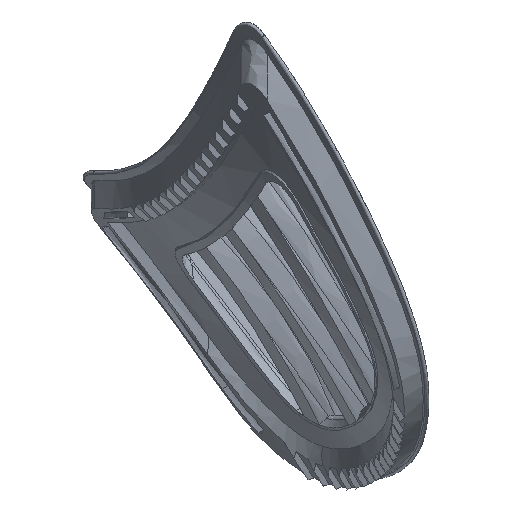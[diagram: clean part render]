
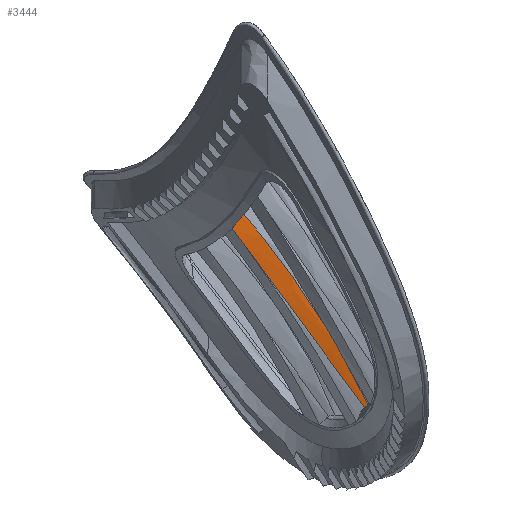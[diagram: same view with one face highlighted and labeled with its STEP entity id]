
A CAD part, top view. The second image highlights one B-rep face of the part: STEP entity #3444.
In plain terms, the highlighted free-form (B-spline) face has degree [3, 3] with [8, 4] control points.
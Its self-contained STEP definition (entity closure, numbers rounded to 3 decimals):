
#193=FACE_OUTER_BOUND('',#396,.T.);
#396=EDGE_LOOP('',(#2271,#2272,#2273,#2274,#2275,#2276,#2277));
#648=B_SPLINE_CURVE_WITH_KNOTS('',3,(#10042,#10043,#10044,#10045,#10046,
#10047,#10048,#10049,#10050,#10051,#10052,#10053,#10054,#10055,#10056,#10057,
#10058,#10059,#10060,#10061,#10062,#10063),.UNSPECIFIED.,.F.,.F.,(4,3,3,
3,3,3,3,4),(0.,0.125,0.25,0.375,0.5,
0.625,0.75,1.),.UNSPECIFIED.);
#685=B_SPLINE_CURVE_WITH_KNOTS('',3,(#13376,#13377,#13378,#13379,#13380,
#13381),.UNSPECIFIED.,.F.,.F.,(4,2,4),(0.,0.016,
0.031),.UNSPECIFIED.);
#686=B_SPLINE_CURVE_WITH_KNOTS('',3,(#13383,#13384,#13385,#13386,#13387,
#13388),.UNSPECIFIED.,.F.,.F.,(4,2,4),(0.,0.032,
0.064),.UNSPECIFIED.);
#687=B_SPLINE_CURVE_WITH_KNOTS('',3,(#13390,#13391,#13392,#13393,#13394,
#13395),.UNSPECIFIED.,.F.,.F.,(4,2,4),(0.,0.005,
0.009),.UNSPECIFIED.);
#688=B_SPLINE_CURVE_WITH_KNOTS('',3,(#13397,#13398,#13399,#13400,#13401,
#13402),.UNSPECIFIED.,.F.,.F.,(4,2,4),(-0.138,-0.069,
0.),.UNSPECIFIED.);
#689=B_SPLINE_CURVE_WITH_KNOTS('',3,(#13404,#13405,#13406,#13407,#13408,
#13409),.UNSPECIFIED.,.F.,.F.,(4,2,4),(0.,0.064,
0.128),.UNSPECIFIED.);
#690=B_SPLINE_CURVE_WITH_KNOTS('',3,(#13410,#13411,#13412,#13413,#13414,
#13415,#13416,#13417,#13418,#13419),.UNSPECIFIED.,.F.,.F.,(4,3,3,4),(-1.,
-0.667,-0.333,0.),.UNSPECIFIED.);
#1158=VERTEX_POINT('',#10040);
#1159=VERTEX_POINT('',#10041);
#1188=VERTEX_POINT('',#13375);
#1189=VERTEX_POINT('',#13382);
#1190=VERTEX_POINT('',#13389);
#1191=VERTEX_POINT('',#13396);
#1192=VERTEX_POINT('',#13403);
#1574=EDGE_CURVE('',#1158,#1159,#648,.T.);
#1620=EDGE_CURVE('',#1188,#1158,#685,.T.);
#1621=EDGE_CURVE('',#1159,#1189,#686,.T.);
#1622=EDGE_CURVE('',#1189,#1190,#687,.T.);
#1623=EDGE_CURVE('',#1190,#1191,#688,.T.);
#1624=EDGE_CURVE('',#1191,#1192,#689,.T.);
#1625=EDGE_CURVE('',#1192,#1188,#690,.T.);
#2271=ORIENTED_EDGE('',*,*,#1620,.T.);
#2272=ORIENTED_EDGE('',*,*,#1574,.T.);
#2273=ORIENTED_EDGE('',*,*,#1621,.T.);
#2274=ORIENTED_EDGE('',*,*,#1622,.T.);
#2275=ORIENTED_EDGE('',*,*,#1623,.T.);
#2276=ORIENTED_EDGE('',*,*,#1624,.T.);
#2277=ORIENTED_EDGE('',*,*,#1625,.T.);
#3268=B_SPLINE_SURFACE_WITH_KNOTS('',3,3,((#13343,#13344,#13345,#13346),
(#13347,#13348,#13349,#13350),(#13351,#13352,#13353,#13354),(#13355,#13356,
#13357,#13358),(#13359,#13360,#13361,#13362),(#13363,#13364,#13365,#13366),
(#13367,#13368,#13369,#13370),(#13371,#13372,#13373,#13374)),
 .UNSPECIFIED.,.F.,.F.,.F.,(4,1,1,1,1,4),(4,4),(-0.228,0.,0.311,
0.621,0.932,0.949),(-0.081,0.516),
 .UNSPECIFIED.);
#3444=ADVANCED_FACE('',(#193),#3268,.T.);
#10040=CARTESIAN_POINT('',(71.149,-10.027,-45.975));
#10041=CARTESIAN_POINT('',(61.694,4.171,-41.367));
#10042=CARTESIAN_POINT('Ctrl Pts',(71.149,-10.027,-45.975));
#10043=CARTESIAN_POINT('Ctrl Pts',(70.904,-9.485,-45.687));
#10044=CARTESIAN_POINT('Ctrl Pts',(70.642,-8.934,-45.404));
#10045=CARTESIAN_POINT('Ctrl Pts',(70.359,-8.373,-45.13));
#10046=CARTESIAN_POINT('Ctrl Pts',(70.076,-7.813,-44.856));
#10047=CARTESIAN_POINT('Ctrl Pts',(69.774,-7.243,-44.591));
#10048=CARTESIAN_POINT('Ctrl Pts',(69.449,-6.663,-44.335));
#10049=CARTESIAN_POINT('Ctrl Pts',(69.125,-6.083,-44.08));
#10050=CARTESIAN_POINT('Ctrl Pts',(68.779,-5.492,-43.836));
#10051=CARTESIAN_POINT('Ctrl Pts',(68.413,-4.894,-43.604));
#10052=CARTESIAN_POINT('Ctrl Pts',(68.047,-4.297,-43.373));
#10053=CARTESIAN_POINT('Ctrl Pts',(67.661,-3.692,-43.155));
#10054=CARTESIAN_POINT('Ctrl Pts',(67.257,-3.084,-42.953));
#10055=CARTESIAN_POINT('Ctrl Pts',(66.853,-2.477,-42.751));
#10056=CARTESIAN_POINT('Ctrl Pts',(66.431,-1.865,-42.565));
#10057=CARTESIAN_POINT('Ctrl Pts',(65.994,-1.255,-42.396));
#10058=CARTESIAN_POINT('Ctrl Pts',(65.558,-0.644,
-42.228));
#10059=CARTESIAN_POINT('Ctrl Pts',(65.106,-0.033,
-42.076));
#10060=CARTESIAN_POINT('Ctrl Pts',(64.642,0.574,-41.943));
#10061=CARTESIAN_POINT('Ctrl Pts',(63.715,1.788,-41.678));
#10062=CARTESIAN_POINT('Ctrl Pts',(62.742,2.987,-41.487));
#10063=CARTESIAN_POINT('Ctrl Pts',(61.694,4.171,-41.367));
#13343=CARTESIAN_POINT('Ctrl Pts',(60.424,3.616,-41.33));
#13344=CARTESIAN_POINT('Ctrl Pts',(60.955,3.934,-41.341));
#13345=CARTESIAN_POINT('Ctrl Pts',(61.486,4.253,-41.352));
#13346=CARTESIAN_POINT('Ctrl Pts',(62.017,4.572,-41.363));
#13347=CARTESIAN_POINT('Ctrl Pts',(61.084,2.721,-41.41));
#13348=CARTESIAN_POINT('Ctrl Pts',(61.615,3.04,-41.42));
#13349=CARTESIAN_POINT('Ctrl Pts',(62.146,3.359,-41.431));
#13350=CARTESIAN_POINT('Ctrl Pts',(62.677,3.678,-41.442));
#13351=CARTESIAN_POINT('Ctrl Pts',(62.647,0.603,-41.687));
#13352=CARTESIAN_POINT('Ctrl Pts',(63.178,0.923,-41.698));
#13353=CARTESIAN_POINT('Ctrl Pts',(63.709,1.242,-41.709));
#13354=CARTESIAN_POINT('Ctrl Pts',(64.239,1.562,-41.719));
#13355=CARTESIAN_POINT('Ctrl Pts',(65.132,-2.763,-42.487));
#13356=CARTESIAN_POINT('Ctrl Pts',(65.662,-2.442,-42.497));
#13357=CARTESIAN_POINT('Ctrl Pts',(66.192,-2.122,-42.508));
#13358=CARTESIAN_POINT('Ctrl Pts',(66.722,-1.802,-42.518));
#13359=CARTESIAN_POINT('Ctrl Pts',(67.9,-6.513,-43.871));
#13360=CARTESIAN_POINT('Ctrl Pts',(68.429,-6.192,-43.881));
#13361=CARTESIAN_POINT('Ctrl Pts',(68.959,-5.871,-43.891));
#13362=CARTESIAN_POINT('Ctrl Pts',(69.489,-5.549,-43.901));
#13363=CARTESIAN_POINT('Ctrl Pts',(69.779,-9.059,-45.208));
#13364=CARTESIAN_POINT('Ctrl Pts',(70.308,-8.737,-45.218));
#13365=CARTESIAN_POINT('Ctrl Pts',(70.837,-8.415,-45.228));
#13366=CARTESIAN_POINT('Ctrl Pts',(71.367,-8.093,-45.238));
#13367=CARTESIAN_POINT('Ctrl Pts',(70.742,-10.363,-46.003));
#13368=CARTESIAN_POINT('Ctrl Pts',(71.271,-10.041,-46.013));
#13369=CARTESIAN_POINT('Ctrl Pts',(71.8,-9.719,-46.023));
#13370=CARTESIAN_POINT('Ctrl Pts',(72.329,-9.397,-46.033));
#13371=CARTESIAN_POINT('Ctrl Pts',(70.792,-10.432,-46.046));
#13372=CARTESIAN_POINT('Ctrl Pts',(71.321,-10.11,-46.055));
#13373=CARTESIAN_POINT('Ctrl Pts',(71.85,-9.787,-46.065));
#13374=CARTESIAN_POINT('Ctrl Pts',(72.379,-9.465,-46.075));
#13375=CARTESIAN_POINT('',(70.857,-10.094,-45.924));
#13376=CARTESIAN_POINT('Ctrl Pts',(70.857,-10.094,-45.924));
#13377=CARTESIAN_POINT('Ctrl Pts',(70.903,-10.066,-45.925));
#13378=CARTESIAN_POINT('Ctrl Pts',(70.952,-10.046,-45.93));
#13379=CARTESIAN_POINT('Ctrl Pts',(71.052,-10.024,-45.948));
#13380=CARTESIAN_POINT('Ctrl Pts',(71.101,-10.021,-45.96));
#13381=CARTESIAN_POINT('Ctrl Pts',(71.149,-10.027,-45.975));
#13382=CARTESIAN_POINT('',(61.823,3.548,-41.411));
#13383=CARTESIAN_POINT('Ctrl Pts',(61.694,4.171,-41.367));
#13384=CARTESIAN_POINT('Ctrl Pts',(61.716,4.067,-41.374));
#13385=CARTESIAN_POINT('Ctrl Pts',(61.738,3.964,-41.381));
#13386=CARTESIAN_POINT('Ctrl Pts',(61.78,3.756,-41.396));
#13387=CARTESIAN_POINT('Ctrl Pts',(61.802,3.652,-41.403));
#13388=CARTESIAN_POINT('Ctrl Pts',(61.823,3.548,-41.411));
#13389=CARTESIAN_POINT('',(61.834,3.456,-41.418));
#13390=CARTESIAN_POINT('Ctrl Pts',(61.823,3.548,-41.411));
#13391=CARTESIAN_POINT('Ctrl Pts',(61.826,3.533,-41.412));
#13392=CARTESIAN_POINT('Ctrl Pts',(61.829,3.518,-41.414));
#13393=CARTESIAN_POINT('Ctrl Pts',(61.832,3.487,-41.416));
#13394=CARTESIAN_POINT('Ctrl Pts',(61.834,3.471,-41.417));
#13395=CARTESIAN_POINT('Ctrl Pts',(61.834,3.456,-41.418));
#13396=CARTESIAN_POINT('',(61.871,2.08,-41.527));
#13397=CARTESIAN_POINT('Ctrl Pts',(61.834,3.456,-41.418));
#13398=CARTESIAN_POINT('Ctrl Pts',(61.841,3.226,-41.434));
#13399=CARTESIAN_POINT('Ctrl Pts',(61.848,2.997,-41.451));
#13400=CARTESIAN_POINT('Ctrl Pts',(61.86,2.538,-41.487));
#13401=CARTESIAN_POINT('Ctrl Pts',(61.866,2.309,-41.506));
#13402=CARTESIAN_POINT('Ctrl Pts',(61.871,2.08,-41.527));
#13403=CARTESIAN_POINT('',(62.627,1.055,-41.69));
#13404=CARTESIAN_POINT('Ctrl Pts',(61.871,2.08,-41.527));
#13405=CARTESIAN_POINT('Ctrl Pts',(61.998,1.911,-41.551));
#13406=CARTESIAN_POINT('Ctrl Pts',(62.124,1.742,-41.577));
#13407=CARTESIAN_POINT('Ctrl Pts',(62.375,1.4,-41.631));
#13408=CARTESIAN_POINT('Ctrl Pts',(62.502,1.228,-41.66));
#13409=CARTESIAN_POINT('Ctrl Pts',(62.627,1.055,-41.69));
#13410=CARTESIAN_POINT('Ctrl Pts',(62.627,1.055,-41.69));
#13411=CARTESIAN_POINT('Ctrl Pts',(63.532,-0.17,
-41.906));
#13412=CARTESIAN_POINT('Ctrl Pts',(64.44,-1.401,-42.199));
#13413=CARTESIAN_POINT('Ctrl Pts',(65.356,-2.641,-42.575));
#13414=CARTESIAN_POINT('Ctrl Pts',(66.271,-3.882,-42.952));
#13415=CARTESIAN_POINT('Ctrl Pts',(67.194,-5.132,-43.413));
#13416=CARTESIAN_POINT('Ctrl Pts',(68.112,-6.376,-43.969));
#13417=CARTESIAN_POINT('Ctrl Pts',(69.031,-7.62,-44.525));
#13418=CARTESIAN_POINT('Ctrl Pts',(69.945,-8.858,-45.176));
#13419=CARTESIAN_POINT('Ctrl Pts',(70.857,-10.094,-45.924));
